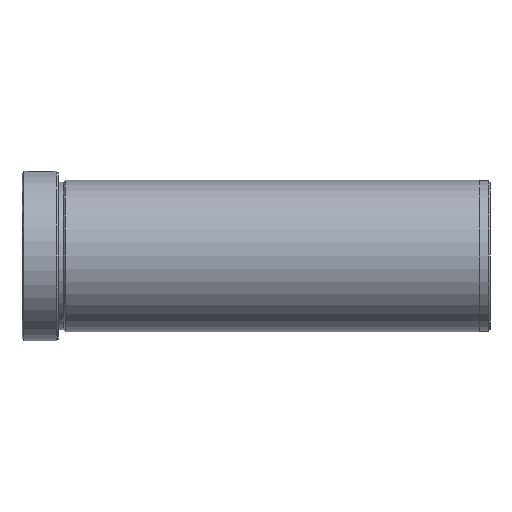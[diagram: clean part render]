
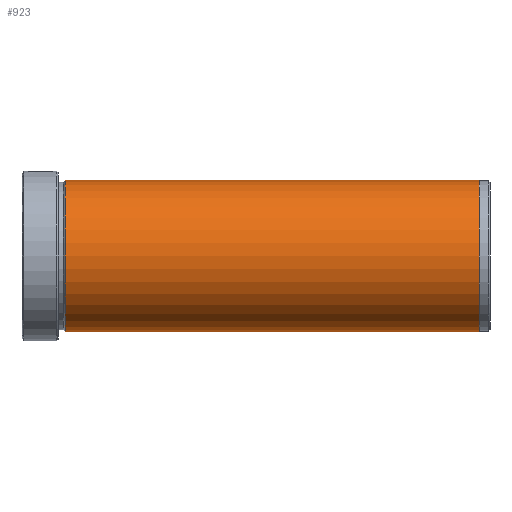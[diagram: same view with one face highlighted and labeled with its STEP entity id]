
A CAD part, left-side view. The second image highlights one B-rep face of the part: STEP entity #923.
In plain terms, the highlighted cylindrical face has radius 21 mm (diameter 42 mm), a partial arc.
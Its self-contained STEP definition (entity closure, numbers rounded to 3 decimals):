
#8 = VERTEX_POINT ( 'NONE', #1706 ) ;
#13 = CARTESIAN_POINT ( 'NONE',  ( 0., -12., 0. ) ) ;
#21 = DIRECTION ( 'NONE',  ( 0., 1., 0. ) ) ;
#22 = EDGE_CURVE ( 'NONE', #1514, #1796, #206, .T. ) ;
#51 = DIRECTION ( 'NONE',  ( 0., 1., 0. ) ) ;
#89 = VERTEX_POINT ( 'NONE', #478 ) ;
#98 = DIRECTION ( 'NONE',  ( 0., 0., 1. ) ) ;
#99 = CIRCLE ( 'NONE', #1213, 21. ) ;
#126 = CARTESIAN_POINT ( 'NONE',  ( 0., 0., 0. ) ) ;
#139 = CARTESIAN_POINT ( 'NONE',  ( 0., 0., -21. ) ) ;
#206 = CIRCLE ( 'NONE', #851, 21. ) ;
#210 = CARTESIAN_POINT ( 'NONE',  ( 0., -127., 0. ) ) ;
#251 = AXIS2_PLACEMENT_3D ( 'NONE', #126, #1130, #423 ) ;
#271 = ORIENTED_EDGE ( 'NONE', *, *, #22, .F. ) ;
#329 = CARTESIAN_POINT ( 'NONE',  ( 0., -12., 21. ) ) ;
#337 = CYLINDRICAL_SURFACE ( 'NONE', #251, 21. ) ;
#357 = DIRECTION ( 'NONE',  ( 0., 0., -1. ) ) ;
#412 = EDGE_CURVE ( 'NONE', #8, #1514, #901, .T. ) ;
#423 = DIRECTION ( 'NONE',  ( 0., 0., 1. ) ) ;
#470 = CARTESIAN_POINT ( 'NONE',  ( 0., -12., -21. ) ) ;
#478 = CARTESIAN_POINT ( 'NONE',  ( 0., -127., 21. ) ) ;
#582 = DIRECTION ( 'NONE',  ( 0., 1., 0. ) ) ;
#832 = LINE ( 'NONE', #1344, #873 ) ;
#851 = AXIS2_PLACEMENT_3D ( 'NONE', #13, #21, #98 ) ;
#873 = VECTOR ( 'NONE', #51, 1000. ) ;
#901 = LINE ( 'NONE', #139, #1227 ) ;
#923 = ADVANCED_FACE ( 'NONE', ( #1136 ), #337, .T. ) ;
#1031 = ORIENTED_EDGE ( 'NONE', *, *, #1121, .F. ) ;
#1121 = EDGE_CURVE ( 'NONE', #89, #8, #99, .T. ) ;
#1130 = DIRECTION ( 'NONE',  ( 0., 1., 0. ) ) ;
#1136 = FACE_OUTER_BOUND ( 'NONE', #1474, .T. ) ;
#1168 = EDGE_CURVE ( 'NONE', #89, #1796, #832, .T. ) ;
#1199 = DIRECTION ( 'NONE',  ( 0., -1., 0. ) ) ;
#1213 = AXIS2_PLACEMENT_3D ( 'NONE', #210, #1199, #357 ) ;
#1227 = VECTOR ( 'NONE', #582, 1000. ) ;
#1300 = ORIENTED_EDGE ( 'NONE', *, *, #1168, .T. ) ;
#1344 = CARTESIAN_POINT ( 'NONE',  ( 0., 0., 21. ) ) ;
#1474 = EDGE_LOOP ( 'NONE', ( #1776, #1031, #1300, #271 ) ) ;
#1514 = VERTEX_POINT ( 'NONE', #470 ) ;
#1706 = CARTESIAN_POINT ( 'NONE',  ( 0., -127., -21. ) ) ;
#1776 = ORIENTED_EDGE ( 'NONE', *, *, #412, .F. ) ;
#1796 = VERTEX_POINT ( 'NONE', #329 ) ;
